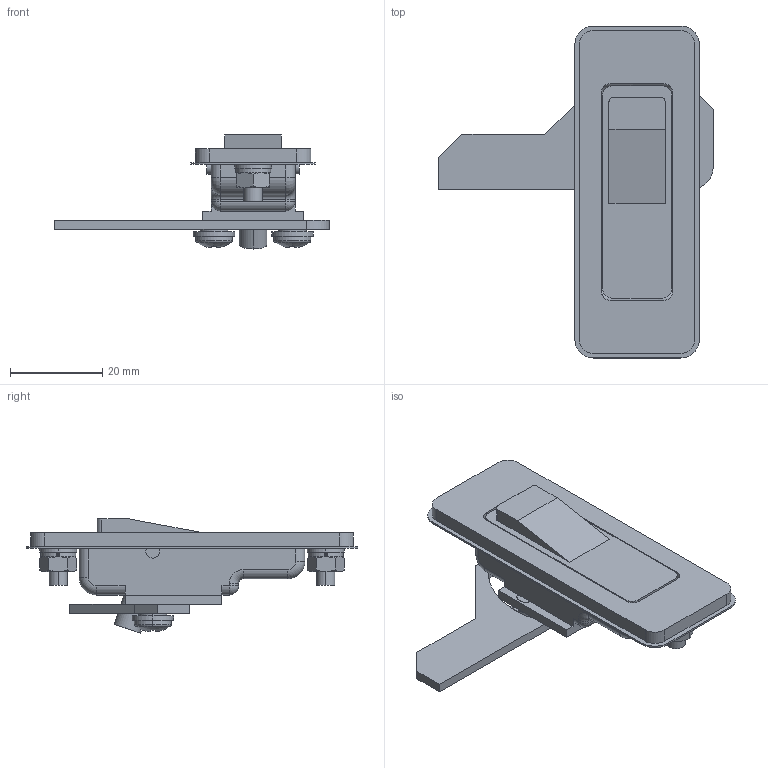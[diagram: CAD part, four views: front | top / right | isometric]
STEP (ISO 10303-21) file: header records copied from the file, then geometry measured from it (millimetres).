
FILE_DESCRIPTION (( 'STEP AP203' ), '1' );
FILE_NAME ('A-1700-4-2_.STEP', '2011-08-24T06:16:03', ( '' ), ( '' ), 'SwSTEP 2.0', 'SolidWorks 2011', '' );
FILE_SCHEMA (( 'CONFIG_CONTROL_DESIGN' ));
Length unit declared in the file: millimetre
Products named in the file (10): A-1700-4-2本体_; A-1700-4-2ƒiƒbƒgM4__JIS B 1181 Hexagon nut - Class 2 Finished M4 --N; A-1700-4-2僴儞僪儖_; A-1700-4-2僷僢僉儞_; A-1700-4-2止金_; A-1700-4-2暯儚僢僔儍乕M4__JIS B 1256 Small circular 4; A-1700-4-2僗儁乕僒乕_; A-1700-4-2偹偠M4__M4亊6; A-1700-4-2スプリングワッシャーM4__JIS B 1251 No.2 4; A-1700-4-2_
Assembly tree (14 placements, depth 2):
  A-1700-4-2_
    A-1700-4-2止金_
    A-1700-4-2僷僢僉儞_
    A-1700-4-2スプリングワッシャーM4__JIS B 1251 No.2 4  x2
    A-1700-4-2暯儚僢僔儍乕M4__JIS B 1256 Small circular 4  x2
    A-1700-4-2僗儁乕僒乕_  x2
    A-1700-4-2僴儞僪儖_
    A-1700-4-2ƒiƒbƒgM4__JIS B 1181 Hexagon nut - Class 2 Finished M4 --N  x2
    A-1700-4-2偹偠M4__M4亊6  x2
    A-1700-4-2本体_
Bounding box: 59.5 x 72 x 24.74 mm (x, y, z)
Volume: 13394.5 mm3; surface area: 15537.5 mm2
Topology: 14 solids, 14 shells, 321 faces, 791 edges, 504 vertices
Faces by surface type: plane 154, cylinder 119, cone 32, torus 10, sphere 6
Entity records: 8875 total; most frequent: CARTESIAN_POINT 1479, DIRECTION 1365, ORIENTED_EDGE 1258, EDGE_CURVE 629, AXIS2_PLACEMENT_3D 502, VERTEX_POINT 404, LINE 361, VECTOR 361
